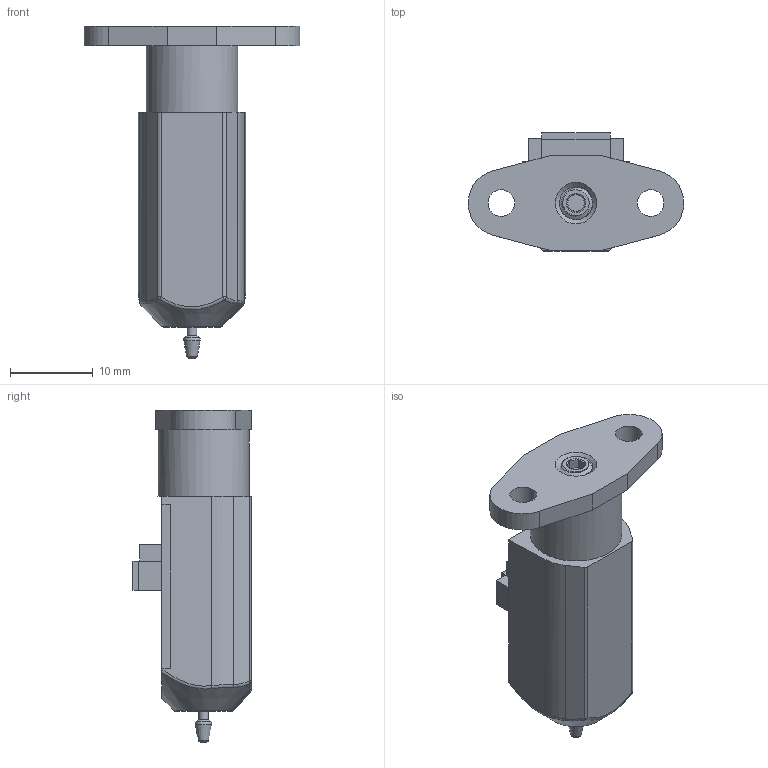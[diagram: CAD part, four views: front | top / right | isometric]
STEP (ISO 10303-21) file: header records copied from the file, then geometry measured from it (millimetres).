
FILE_DESCRIPTION(/* description */ (''),/* implementation_level */ '2;1');
FILE_NAME(/* name */ 'BLTouch.step',/* time_stamp */ '2021-01-10T10:32:20-06:00',/* author */ (''),/* organization */ (''),/* preprocessor_version */ 'ST-DEVELOPER v18.1',/* originating_system */ 'Autodesk Translation Framework v9.7.1.1290',/* authorisation */ '');
FILE_SCHEMA (('AUTOMOTIVE_DESIGN { 1 0 10303 214 3 1 1 }'));
Length unit declared in the file: millimetre
Products named in the file (1): BLTouch
Bounding box: 25.97 x 14.25 x 40 mm (x, y, z)
Volume: 4604 mm3; surface area: 3151.6 mm2
Topology: 6 solids, 6 shells, 124 faces, 312 edges, 202 vertices
Faces by surface type: plane 62, cylinder 31, cone 14, bspline 13, torus 2, sphere 2
Full cylindrical faces by diameter (mm): 1.2 x1, 3 x1, 3.2 x2, 3.332 x5, 4 x4, 4.109 x5, 11 x1
Entity records: 8689 total; most frequent: CARTESIAN_POINT 5827, ORIENTED_EDGE 620, DIRECTION 507, EDGE_CURVE 310, VERTEX_POINT 202, AXIS2_PLACEMENT_3D 181, LINE 145, VECTOR 145
